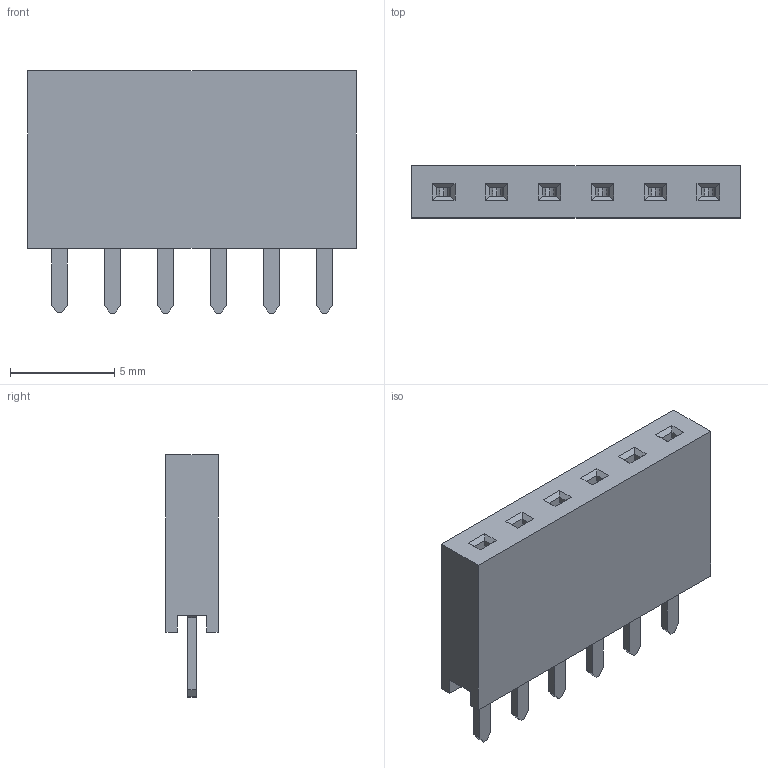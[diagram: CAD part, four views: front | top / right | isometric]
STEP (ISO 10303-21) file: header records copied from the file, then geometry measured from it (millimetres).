
FILE_DESCRIPTION( ( 'Unknown' ), '1' );
FILE_NAME( '61300611821.stp', 'Unknown', ( 'Unknown' ), ( 'Unknown' ), 'PSStep 17.0.49', 'Unknown', ' ' );
FILE_SCHEMA( ( 'AUTOMOTIVE_DESIGN { 1 0 10303 214 1 1 1 1 }' ) );
Length unit declared in the file: millimetre
Products named in the file (3): Assem1; 6130xx11821_PIN; 61300611821
Assembly tree (7 placements, depth 2):
  Assem1
    6130xx11821_PIN  x6
    61300611821
Bounding box: 15.74 x 2.5 x 11.61 mm (x, y, z)
Volume: 304.6 mm3; surface area: 814.6 mm2
Topology: 7 solids, 7 shells, 232 faces, 630 edges, 412 vertices
Faces by surface type: plane 208, extrusion 12, cylinder 12
Entity records: 4227 total; most frequent: CARTESIAN_POINT 612, ORIENTED_EDGE 570, DIRECTION 513, EDGE_CURVE 285, VECTOR 279, LINE 277, VERTEX_POINT 182, EDGE_LOOP 119
